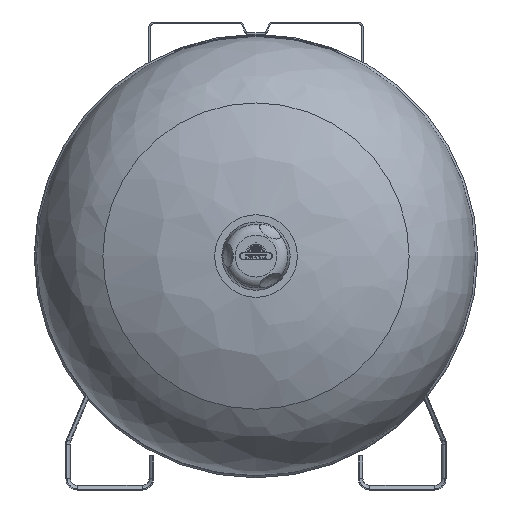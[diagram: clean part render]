
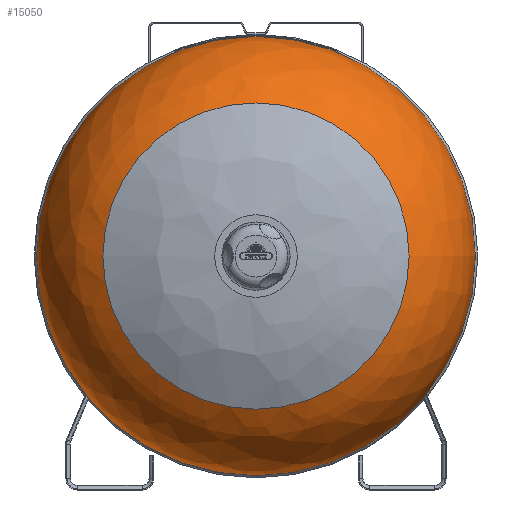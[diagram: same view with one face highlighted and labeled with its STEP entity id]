
A CAD part, left-side view. The second image highlights one B-rep face of the part: STEP entity #15050.
In plain terms, the highlighted free-form (B-spline) face has degree [2, 2] with [3, 9] control points.
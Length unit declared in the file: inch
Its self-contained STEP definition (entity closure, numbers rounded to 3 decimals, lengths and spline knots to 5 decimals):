
#159=(
BOUNDED_CURVE()
B_SPLINE_CURVE(2,(#22290,#22291,#22292),.UNSPECIFIED.,.F.,.F.)
B_SPLINE_CURVE_WITH_KNOTS((3,3),(-1.05966,0.00007),
 .UNSPECIFIED.)
CURVE()
GEOMETRIC_REPRESENTATION_ITEM()
RATIONAL_B_SPLINE_CURVE((1.,0.863,1.))
REPRESENTATION_ITEM('')
);
#200=(
BOUNDED_SURFACE()
B_SPLINE_SURFACE(2,2,((#22262,#22263,#22264,#22265,#22266,#22267,#22268,
#22269,#22270),(#22271,#22272,#22273,#22274,#22275,#22276,#22277,#22278,
#22279),(#22280,#22281,#22282,#22283,#22284,#22285,#22286,#22287,#22288)),
 .UNSPECIFIED.,.F.,.T.,.F.)
B_SPLINE_SURFACE_WITH_KNOTS((3,3),(3,2,2,2,3),(-0.00007,1.05966),
(-3.14159,-1.5708,0.,1.5708,3.14159),
 .UNSPECIFIED.)
GEOMETRIC_REPRESENTATION_ITEM()
RATIONAL_B_SPLINE_SURFACE(((1.,0.707,1.,0.707,1.,
0.707,1.,0.707,1.),(0.863,0.61,
0.863,0.61,0.863,0.61,
0.863,0.61,0.863),(1.,0.707,
1.,0.707,1.,0.707,1.,0.707,1.)))
REPRESENTATION_ITEM('')
SURFACE()
);
#3631=FACE_OUTER_BOUND('',#4553,.T.);
#4553=EDGE_LOOP('',(#9961,#9962,#9963,#9964));
#5619=CIRCLE('',#16052,6.18396);
#5620=CIRCLE('',#16053,8.85827);
#6331=VERTEX_POINT('',#22257);
#6332=VERTEX_POINT('',#22289);
#7724=EDGE_CURVE('',#6331,#6331,#5619,.T.);
#7725=EDGE_CURVE('',#6331,#6332,#159,.T.);
#7726=EDGE_CURVE('',#6332,#6332,#5620,.T.);
#9961=ORIENTED_EDGE('',*,*,#7724,.F.);
#9962=ORIENTED_EDGE('',*,*,#7725,.T.);
#9963=ORIENTED_EDGE('',*,*,#7726,.T.);
#9964=ORIENTED_EDGE('',*,*,#7725,.F.);
#15050=ADVANCED_FACE('',(#3631),#200,.F.);
#16052=AXIS2_PLACEMENT_3D('',#22261,#17875,#17876);
#16053=AXIS2_PLACEMENT_3D('',#22293,#17877,#17878);
#17875=DIRECTION('center_axis',(-1.,0.,0.));
#17876=DIRECTION('ref_axis',(0.,-1.,0.));
#17877=DIRECTION('center_axis',(-1.,0.,0.));
#17878=DIRECTION('ref_axis',(0.,-1.,0.));
#22257=CARTESIAN_POINT('',(1327.04749,-6.18396,73.83409));
#22261=CARTESIAN_POINT('Origin',(1327.04749,0.,
73.83409));
#22262=CARTESIAN_POINT('Ctrl Pts',(1331.61394,-8.85827,73.83409));
#22263=CARTESIAN_POINT('Ctrl Pts',(1331.61394,-8.85827,82.69236));
#22264=CARTESIAN_POINT('Ctrl Pts',(1331.61394,0.,
82.69236));
#22265=CARTESIAN_POINT('Ctrl Pts',(1331.61394,8.85827,82.69236));
#22266=CARTESIAN_POINT('Ctrl Pts',(1331.61394,8.85827,73.83409));
#22267=CARTESIAN_POINT('Ctrl Pts',(1331.61394,8.85827,64.97582));
#22268=CARTESIAN_POINT('Ctrl Pts',(1331.61394,0.,
64.97582));
#22269=CARTESIAN_POINT('Ctrl Pts',(1331.61394,-8.85827,64.97582));
#22270=CARTESIAN_POINT('Ctrl Pts',(1331.61394,-8.85827,73.83409));
#22271=CARTESIAN_POINT('Ctrl Pts',(1328.5475,-8.85848,73.83409));
#22272=CARTESIAN_POINT('Ctrl Pts',(1328.5475,-8.85848,82.69257));
#22273=CARTESIAN_POINT('Ctrl Pts',(1328.5475,0.,
82.69257));
#22274=CARTESIAN_POINT('Ctrl Pts',(1328.5475,8.85848,82.69257));
#22275=CARTESIAN_POINT('Ctrl Pts',(1328.5475,8.85848,73.83409));
#22276=CARTESIAN_POINT('Ctrl Pts',(1328.5475,8.85848,64.97561));
#22277=CARTESIAN_POINT('Ctrl Pts',(1328.5475,0.,
64.97561));
#22278=CARTESIAN_POINT('Ctrl Pts',(1328.5475,-8.85848,64.97561));
#22279=CARTESIAN_POINT('Ctrl Pts',(1328.5475,-8.85848,73.83409));
#22280=CARTESIAN_POINT('Ctrl Pts',(1327.04749,-6.18396,73.83409));
#22281=CARTESIAN_POINT('Ctrl Pts',(1327.04749,-6.18396,80.01805));
#22282=CARTESIAN_POINT('Ctrl Pts',(1327.04749,0.,
80.01805));
#22283=CARTESIAN_POINT('Ctrl Pts',(1327.04749,6.18396,80.01805));
#22284=CARTESIAN_POINT('Ctrl Pts',(1327.04749,6.18396,73.83409));
#22285=CARTESIAN_POINT('Ctrl Pts',(1327.04749,6.18396,67.65013));
#22286=CARTESIAN_POINT('Ctrl Pts',(1327.04749,0.,
67.65013));
#22287=CARTESIAN_POINT('Ctrl Pts',(1327.04749,-6.18396,67.65013));
#22288=CARTESIAN_POINT('Ctrl Pts',(1327.04749,-6.18396,73.83409));
#22289=CARTESIAN_POINT('',(1331.61394,-8.85827,73.83409));
#22290=CARTESIAN_POINT('Ctrl Pts',(1327.04749,-6.18396,73.83409));
#22291=CARTESIAN_POINT('Ctrl Pts',(1328.5475,-8.85848,73.83409));
#22292=CARTESIAN_POINT('Ctrl Pts',(1331.61394,-8.85827,73.83409));
#22293=CARTESIAN_POINT('Origin',(1331.61394,0.,
73.83409));
